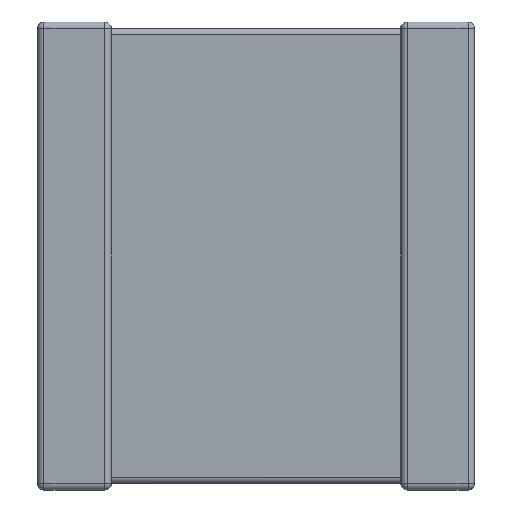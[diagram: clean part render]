
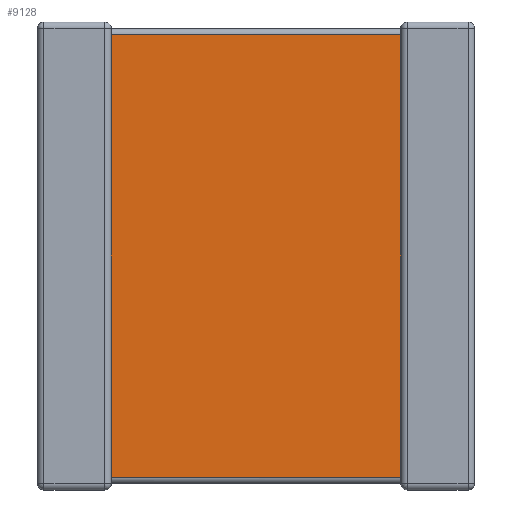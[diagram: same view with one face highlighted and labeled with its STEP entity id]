
A CAD part, front view. The second image highlights one B-rep face of the part: STEP entity #9128.
In plain terms, the highlighted planar face has unit normal (0, -1, 0).
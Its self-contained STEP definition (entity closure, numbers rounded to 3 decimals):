
#760 = DIRECTION ( 'NONE',  ( 1., 0., 0. ) ) ;
#1711 = ORIENTED_EDGE ( 'NONE', *, *, #8802, .T. ) ;
#1979 = DIRECTION ( 'NONE',  ( 0., 0., 1. ) ) ;
#2225 = ORIENTED_EDGE ( 'NONE', *, *, #3212, .F. ) ;
#2276 = VERTEX_POINT ( 'NONE', #8195 ) ;
#2375 = VECTOR ( 'NONE', #1979, 1000. ) ;
#2491 = CARTESIAN_POINT ( 'NONE',  ( 1.67, 0.144, -0.289 ) ) ;
#2504 = VECTOR ( 'NONE', #760, 1000. ) ;
#2525 = CARTESIAN_POINT ( 'NONE',  ( 1.67, 0.144, -10.6 ) ) ;
#2566 = CARTESIAN_POINT ( 'NONE',  ( 1.67, 0.144, -10.311 ) ) ;
#2577 = CARTESIAN_POINT ( 'NONE',  ( 8.23, 0.144, -10.6 ) ) ;
#2854 = AXIS2_PLACEMENT_3D ( 'NONE', #2525, #7991, #5547 ) ;
#2874 = LINE ( 'NONE', #7672, #4123 ) ;
#3173 = VECTOR ( 'NONE', #8649, 1000. ) ;
#3212 = EDGE_CURVE ( 'NONE', #9427, #7407, #5879, .T. ) ;
#3340 = FACE_OUTER_BOUND ( 'NONE', #9551, .T. ) ;
#3764 = DIRECTION ( 'NONE',  ( -1., 0., 0. ) ) ;
#3815 = LINE ( 'NONE', #9094, #2504 ) ;
#4095 = PLANE ( 'NONE',  #2854 ) ;
#4123 = VECTOR ( 'NONE', #3764, 1000. ) ;
#4624 = VERTEX_POINT ( 'NONE', #7362 ) ;
#5547 = DIRECTION ( 'NONE',  ( 1., 0., 0. ) ) ;
#5879 = LINE ( 'NONE', #8932, #2375 ) ;
#7362 = CARTESIAN_POINT ( 'NONE',  ( 8.23, 0.144, -10.311 ) ) ;
#7407 = VERTEX_POINT ( 'NONE', #2491 ) ;
#7672 = CARTESIAN_POINT ( 'NONE',  ( 1.67, 0.144, -0.289 ) ) ;
#7991 = DIRECTION ( 'NONE',  ( 0., -1., 0. ) ) ;
#8195 = CARTESIAN_POINT ( 'NONE',  ( 8.23, 0.144, -0.289 ) ) ;
#8649 = DIRECTION ( 'NONE',  ( 0., 0., 1. ) ) ;
#8802 = EDGE_CURVE ( 'NONE', #2276, #7407, #2874, .T. ) ;
#8932 = CARTESIAN_POINT ( 'NONE',  ( 1.67, 0.144, -10.6 ) ) ;
#9094 = CARTESIAN_POINT ( 'NONE',  ( 1.67, 0.144, -10.311 ) ) ;
#9128 = ADVANCED_FACE ( 'NONE', ( #3340 ), #4095, .T. ) ;
#9134 = EDGE_CURVE ( 'NONE', #4624, #2276, #9510, .T. ) ;
#9427 = VERTEX_POINT ( 'NONE', #2566 ) ;
#9510 = LINE ( 'NONE', #2577, #3173 ) ;
#9551 = EDGE_LOOP ( 'NONE', ( #10016, #1711, #2225, #9883 ) ) ;
#9561 = EDGE_CURVE ( 'NONE', #9427, #4624, #3815, .T. ) ;
#9883 = ORIENTED_EDGE ( 'NONE', *, *, #9561, .T. ) ;
#10016 = ORIENTED_EDGE ( 'NONE', *, *, #9134, .T. ) ;
